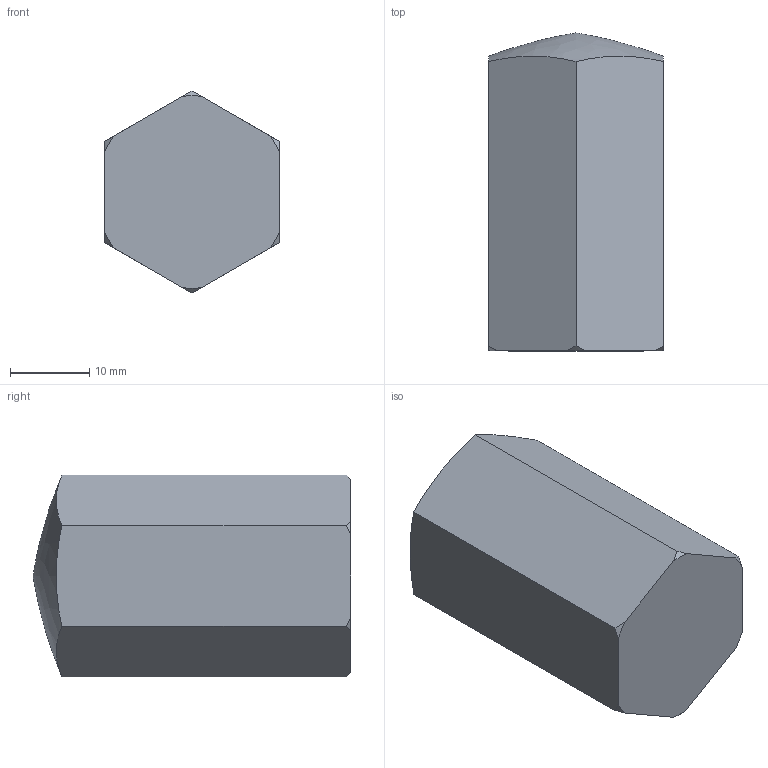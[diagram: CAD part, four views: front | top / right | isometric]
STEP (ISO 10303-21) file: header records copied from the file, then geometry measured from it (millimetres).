
FILE_DESCRIPTION( ( 'STEP AP214' ), '1' );
FILE_NAME( 'K0298.540.stp', '2020-11-27T13:01:07', ( '' ), ( '' ), ' ', 'PARTsolutions', ' ' );
FILE_SCHEMA( ( 'AUTOMOTIVE_DESIGN { 1 0 10303 214 1 1 1 1 }' ) );
Length unit declared in the file: millimetre
Products named in the file (1): _K0298.540
Bounding box: 22 x 40 x 25.4 mm (x, y, z)
Volume: 15988 mm3; surface area: 3664.4 mm2
Topology: 1 solids, 1 shells, 14 faces, 38 edges, 25 vertices
Faces by surface type: plane 7, cone 6, bspline 1
Entity records: 627 total; most frequent: CARTESIAN_POINT 185, ORIENTED_EDGE 72, DIRECTION 52, EDGE_CURVE 36, VERTEX_POINT 25, AXIS2_PLACEMENT_3D 20, B_SPLINE_CURVE_WITH_KNOTS 18, STYLED_ITEM 14
